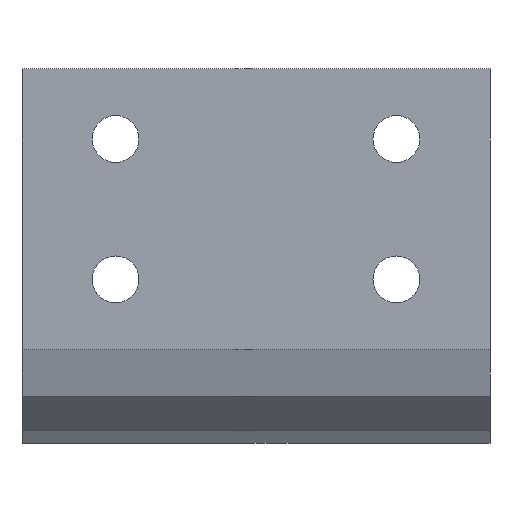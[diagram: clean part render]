
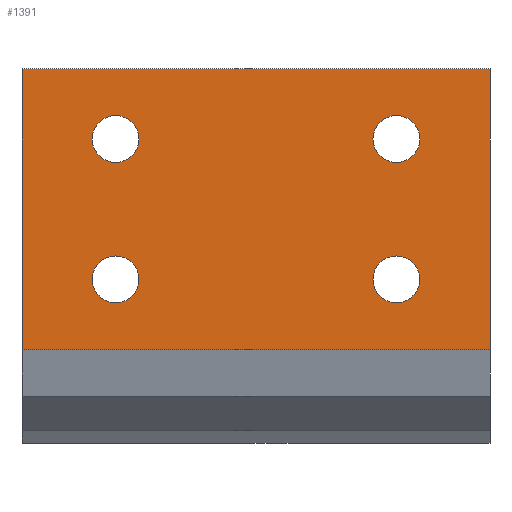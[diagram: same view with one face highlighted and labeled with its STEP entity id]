
A CAD part, front view. The second image highlights one B-rep face of the part: STEP entity #1391.
In plain terms, the highlighted planar face has unit normal (0, -1, 0).
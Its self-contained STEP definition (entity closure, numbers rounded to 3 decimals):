
#44 = PLANE('',#45);
#45 = AXIS2_PLACEMENT_3D('',#46,#47,#48);
#46 = CARTESIAN_POINT('',(1200.,41.585,21.585));
#47 = DIRECTION('',(-1.,0.,0.));
#48 = DIRECTION('',(0.,1.,-0.));
#100 = PLANE('',#101);
#101 = AXIS2_PLACEMENT_3D('',#102,#103,#104);
#102 = CARTESIAN_POINT('',(1300.,41.585,21.585));
#103 = DIRECTION('',(1.,0.,0.));
#104 = DIRECTION('',(0.,-1.,0.));
#479 = VERTEX_POINT('',#480);
#480 = CARTESIAN_POINT('',(1200.,0.,20.));
#494 = PLANE('',#495);
#495 = AXIS2_PLACEMENT_3D('',#496,#497,#498);
#496 = CARTESIAN_POINT('',(1250.,1.34,15.));
#497 = DIRECTION('',(0.,-0.966,-0.259));
#498 = DIRECTION('',(0.,0.259,-0.966));
#506 = EDGE_CURVE('',#479,#507,#509,.T.);
#507 = VERTEX_POINT('',#508);
#508 = CARTESIAN_POINT('',(1200.,0.,80.));
#509 = SURFACE_CURVE('',#510,(#514,#521),.PCURVE_S1.);
#510 = LINE('',#511,#512);
#511 = CARTESIAN_POINT('',(1200.,0.,20.));
#512 = VECTOR('',#513,1.);
#513 = DIRECTION('',(0.,0.,1.));
#514 = PCURVE('',#44,#515);
#515 = DEFINITIONAL_REPRESENTATION('',(#516),#520);
#516 = LINE('',#517,#518);
#517 = CARTESIAN_POINT('',(-41.585,1.585));
#518 = VECTOR('',#519,1.);
#519 = DIRECTION('',(-0.,-1.));
#520 = ( GEOMETRIC_REPRESENTATION_CONTEXT(2) 
PARAMETRIC_REPRESENTATION_CONTEXT() REPRESENTATION_CONTEXT('2D SPACE',''
  ) );
#521 = PCURVE('',#522,#527);
#522 = PLANE('',#523);
#523 = AXIS2_PLACEMENT_3D('',#524,#525,#526);
#524 = CARTESIAN_POINT('',(1250.,0.,50.));
#525 = DIRECTION('',(0.,-1.,0.));
#526 = DIRECTION('',(1.,0.,0.));
#527 = DEFINITIONAL_REPRESENTATION('',(#528),#532);
#528 = LINE('',#529,#530);
#529 = CARTESIAN_POINT('',(-50.,-30.));
#530 = VECTOR('',#531,1.);
#531 = DIRECTION('',(0.,1.));
#532 = ( GEOMETRIC_REPRESENTATION_CONTEXT(2) 
PARAMETRIC_REPRESENTATION_CONTEXT() REPRESENTATION_CONTEXT('2D SPACE',''
  ) );
#548 = PLANE('',#549);
#549 = AXIS2_PLACEMENT_3D('',#550,#551,#552);
#550 = CARTESIAN_POINT('',(1250.,5.,80.));
#551 = DIRECTION('',(0.,0.,1.));
#552 = DIRECTION('',(-1.,-0.,0.));
#661 = EDGE_CURVE('',#662,#664,#666,.T.);
#662 = VERTEX_POINT('',#663);
#663 = CARTESIAN_POINT('',(1300.,0.,20.));
#664 = VERTEX_POINT('',#665);
#665 = CARTESIAN_POINT('',(1300.,0.,80.));
#666 = SURFACE_CURVE('',#667,(#671,#678),.PCURVE_S1.);
#667 = LINE('',#668,#669);
#668 = CARTESIAN_POINT('',(1300.,0.,20.));
#669 = VECTOR('',#670,1.);
#670 = DIRECTION('',(0.,0.,1.));
#671 = PCURVE('',#100,#672);
#672 = DEFINITIONAL_REPRESENTATION('',(#673),#677);
#673 = LINE('',#674,#675);
#674 = CARTESIAN_POINT('',(41.585,1.585));
#675 = VECTOR('',#676,1.);
#676 = DIRECTION('',(0.,-1.));
#677 = ( GEOMETRIC_REPRESENTATION_CONTEXT(2) 
PARAMETRIC_REPRESENTATION_CONTEXT() REPRESENTATION_CONTEXT('2D SPACE',''
  ) );
#678 = PCURVE('',#522,#679);
#679 = DEFINITIONAL_REPRESENTATION('',(#680),#684);
#680 = LINE('',#681,#682);
#681 = CARTESIAN_POINT('',(50.,-30.));
#682 = VECTOR('',#683,1.);
#683 = DIRECTION('',(0.,1.));
#684 = ( GEOMETRIC_REPRESENTATION_CONTEXT(2) 
PARAMETRIC_REPRESENTATION_CONTEXT() REPRESENTATION_CONTEXT('2D SPACE',''
  ) );
#1131 = CYLINDRICAL_SURFACE('',#1132,5.);
#1132 = AXIS2_PLACEMENT_3D('',#1133,#1134,#1135);
#1133 = CARTESIAN_POINT('',(1220.,-0.1,65.));
#1134 = DIRECTION('',(0.,-1.,0.));
#1135 = DIRECTION('',(0.,0.,-1.));
#1165 = CYLINDRICAL_SURFACE('',#1166,5.);
#1166 = AXIS2_PLACEMENT_3D('',#1167,#1168,#1169);
#1167 = CARTESIAN_POINT('',(1220.,-0.1,35.));
#1168 = DIRECTION('',(0.,-1.,0.));
#1169 = DIRECTION('',(0.,0.,-1.));
#1199 = CYLINDRICAL_SURFACE('',#1200,5.);
#1200 = AXIS2_PLACEMENT_3D('',#1201,#1202,#1203);
#1201 = CARTESIAN_POINT('',(1280.,-0.1,35.));
#1202 = DIRECTION('',(0.,-1.,0.));
#1203 = DIRECTION('',(0.,0.,-1.));
#1233 = CYLINDRICAL_SURFACE('',#1234,5.);
#1234 = AXIS2_PLACEMENT_3D('',#1235,#1236,#1237);
#1235 = CARTESIAN_POINT('',(1280.,-0.1,65.));
#1236 = DIRECTION('',(0.,-1.,0.));
#1237 = DIRECTION('',(0.,0.,-1.));
#1370 = EDGE_CURVE('',#662,#479,#1371,.T.);
#1371 = SURFACE_CURVE('',#1372,(#1376,#1383),.PCURVE_S1.);
#1372 = LINE('',#1373,#1374);
#1373 = CARTESIAN_POINT('',(1300.,0.,20.));
#1374 = VECTOR('',#1375,1.);
#1375 = DIRECTION('',(-1.,0.,0.));
#1376 = PCURVE('',#494,#1377);
#1377 = DEFINITIONAL_REPRESENTATION('',(#1378),#1382);
#1378 = LINE('',#1379,#1380);
#1379 = CARTESIAN_POINT('',(-5.176,50.));
#1380 = VECTOR('',#1381,1.);
#1381 = DIRECTION('',(0.,-1.));
#1382 = ( GEOMETRIC_REPRESENTATION_CONTEXT(2) 
PARAMETRIC_REPRESENTATION_CONTEXT() REPRESENTATION_CONTEXT('2D SPACE',''
  ) );
#1383 = PCURVE('',#522,#1384);
#1384 = DEFINITIONAL_REPRESENTATION('',(#1385),#1389);
#1385 = LINE('',#1386,#1387);
#1386 = CARTESIAN_POINT('',(50.,-30.));
#1387 = VECTOR('',#1388,1.);
#1388 = DIRECTION('',(-1.,0.));
#1389 = ( GEOMETRIC_REPRESENTATION_CONTEXT(2) 
PARAMETRIC_REPRESENTATION_CONTEXT() REPRESENTATION_CONTEXT('2D SPACE',''
  ) );
#1391 = ADVANCED_FACE('',(#1392,#1418,#1443,#1468,#1493),#522,.T.);
#1392 = FACE_BOUND('',#1393,.T.);
#1393 = EDGE_LOOP('',(#1394,#1395,#1396,#1397));
#1394 = ORIENTED_EDGE('',*,*,#506,.F.);
#1395 = ORIENTED_EDGE('',*,*,#1370,.F.);
#1396 = ORIENTED_EDGE('',*,*,#661,.T.);
#1397 = ORIENTED_EDGE('',*,*,#1398,.T.);
#1398 = EDGE_CURVE('',#664,#507,#1399,.T.);
#1399 = SURFACE_CURVE('',#1400,(#1404,#1411),.PCURVE_S1.);
#1400 = LINE('',#1401,#1402);
#1401 = CARTESIAN_POINT('',(1300.,0.,80.));
#1402 = VECTOR('',#1403,1.);
#1403 = DIRECTION('',(-1.,0.,0.));
#1404 = PCURVE('',#522,#1405);
#1405 = DEFINITIONAL_REPRESENTATION('',(#1406),#1410);
#1406 = LINE('',#1407,#1408);
#1407 = CARTESIAN_POINT('',(50.,30.));
#1408 = VECTOR('',#1409,1.);
#1409 = DIRECTION('',(-1.,0.));
#1410 = ( GEOMETRIC_REPRESENTATION_CONTEXT(2) 
PARAMETRIC_REPRESENTATION_CONTEXT() REPRESENTATION_CONTEXT('2D SPACE',''
  ) );
#1411 = PCURVE('',#548,#1412);
#1412 = DEFINITIONAL_REPRESENTATION('',(#1413),#1417);
#1413 = LINE('',#1414,#1415);
#1414 = CARTESIAN_POINT('',(-50.,5.));
#1415 = VECTOR('',#1416,1.);
#1416 = DIRECTION('',(1.,0.));
#1417 = ( GEOMETRIC_REPRESENTATION_CONTEXT(2) 
PARAMETRIC_REPRESENTATION_CONTEXT() REPRESENTATION_CONTEXT('2D SPACE',''
  ) );
#1418 = FACE_BOUND('',#1419,.T.);
#1419 = EDGE_LOOP('',(#1420));
#1420 = ORIENTED_EDGE('',*,*,#1421,.F.);
#1421 = EDGE_CURVE('',#1422,#1422,#1424,.T.);
#1422 = VERTEX_POINT('',#1423);
#1423 = CARTESIAN_POINT('',(1220.,0.,60.));
#1424 = SURFACE_CURVE('',#1425,(#1430,#1437),.PCURVE_S1.);
#1425 = CIRCLE('',#1426,5.);
#1426 = AXIS2_PLACEMENT_3D('',#1427,#1428,#1429);
#1427 = CARTESIAN_POINT('',(1220.,0.,65.));
#1428 = DIRECTION('',(0.,-1.,0.));
#1429 = DIRECTION('',(0.,0.,-1.));
#1430 = PCURVE('',#522,#1431);
#1431 = DEFINITIONAL_REPRESENTATION('',(#1432),#1436);
#1432 = CIRCLE('',#1433,5.);
#1433 = AXIS2_PLACEMENT_2D('',#1434,#1435);
#1434 = CARTESIAN_POINT('',(-30.,15.));
#1435 = DIRECTION('',(0.,-1.));
#1436 = ( GEOMETRIC_REPRESENTATION_CONTEXT(2) 
PARAMETRIC_REPRESENTATION_CONTEXT() REPRESENTATION_CONTEXT('2D SPACE',''
  ) );
#1437 = PCURVE('',#1131,#1438);
#1438 = DEFINITIONAL_REPRESENTATION('',(#1439),#1442);
#1439 = B_SPLINE_CURVE_WITH_KNOTS('',1,(#1440,#1441),.UNSPECIFIED.,.F.,
  .F.,(2,2),(0.,6.283),.PIECEWISE_BEZIER_KNOTS.);
#1440 = CARTESIAN_POINT('',(-6.283,-0.1));
#1441 = CARTESIAN_POINT('',(0.,-0.1));
#1442 = ( GEOMETRIC_REPRESENTATION_CONTEXT(2) 
PARAMETRIC_REPRESENTATION_CONTEXT() REPRESENTATION_CONTEXT('2D SPACE',''
  ) );
#1443 = FACE_BOUND('',#1444,.T.);
#1444 = EDGE_LOOP('',(#1445));
#1445 = ORIENTED_EDGE('',*,*,#1446,.F.);
#1446 = EDGE_CURVE('',#1447,#1447,#1449,.T.);
#1447 = VERTEX_POINT('',#1448);
#1448 = CARTESIAN_POINT('',(1220.,0.,30.));
#1449 = SURFACE_CURVE('',#1450,(#1455,#1462),.PCURVE_S1.);
#1450 = CIRCLE('',#1451,5.);
#1451 = AXIS2_PLACEMENT_3D('',#1452,#1453,#1454);
#1452 = CARTESIAN_POINT('',(1220.,0.,35.));
#1453 = DIRECTION('',(0.,-1.,0.));
#1454 = DIRECTION('',(0.,0.,-1.));
#1455 = PCURVE('',#522,#1456);
#1456 = DEFINITIONAL_REPRESENTATION('',(#1457),#1461);
#1457 = CIRCLE('',#1458,5.);
#1458 = AXIS2_PLACEMENT_2D('',#1459,#1460);
#1459 = CARTESIAN_POINT('',(-30.,-15.));
#1460 = DIRECTION('',(0.,-1.));
#1461 = ( GEOMETRIC_REPRESENTATION_CONTEXT(2) 
PARAMETRIC_REPRESENTATION_CONTEXT() REPRESENTATION_CONTEXT('2D SPACE',''
  ) );
#1462 = PCURVE('',#1165,#1463);
#1463 = DEFINITIONAL_REPRESENTATION('',(#1464),#1467);
#1464 = B_SPLINE_CURVE_WITH_KNOTS('',1,(#1465,#1466),.UNSPECIFIED.,.F.,
  .F.,(2,2),(0.,6.283),.PIECEWISE_BEZIER_KNOTS.);
#1465 = CARTESIAN_POINT('',(-6.283,-0.1));
#1466 = CARTESIAN_POINT('',(0.,-0.1));
#1467 = ( GEOMETRIC_REPRESENTATION_CONTEXT(2) 
PARAMETRIC_REPRESENTATION_CONTEXT() REPRESENTATION_CONTEXT('2D SPACE',''
  ) );
#1468 = FACE_BOUND('',#1469,.T.);
#1469 = EDGE_LOOP('',(#1470));
#1470 = ORIENTED_EDGE('',*,*,#1471,.F.);
#1471 = EDGE_CURVE('',#1472,#1472,#1474,.T.);
#1472 = VERTEX_POINT('',#1473);
#1473 = CARTESIAN_POINT('',(1280.,0.,30.));
#1474 = SURFACE_CURVE('',#1475,(#1480,#1487),.PCURVE_S1.);
#1475 = CIRCLE('',#1476,5.);
#1476 = AXIS2_PLACEMENT_3D('',#1477,#1478,#1479);
#1477 = CARTESIAN_POINT('',(1280.,0.,35.));
#1478 = DIRECTION('',(0.,-1.,0.));
#1479 = DIRECTION('',(0.,0.,-1.));
#1480 = PCURVE('',#522,#1481);
#1481 = DEFINITIONAL_REPRESENTATION('',(#1482),#1486);
#1482 = CIRCLE('',#1483,5.);
#1483 = AXIS2_PLACEMENT_2D('',#1484,#1485);
#1484 = CARTESIAN_POINT('',(30.,-15.));
#1485 = DIRECTION('',(0.,-1.));
#1486 = ( GEOMETRIC_REPRESENTATION_CONTEXT(2) 
PARAMETRIC_REPRESENTATION_CONTEXT() REPRESENTATION_CONTEXT('2D SPACE',''
  ) );
#1487 = PCURVE('',#1199,#1488);
#1488 = DEFINITIONAL_REPRESENTATION('',(#1489),#1492);
#1489 = B_SPLINE_CURVE_WITH_KNOTS('',1,(#1490,#1491),.UNSPECIFIED.,.F.,
  .F.,(2,2),(0.,6.283),.PIECEWISE_BEZIER_KNOTS.);
#1490 = CARTESIAN_POINT('',(-6.283,-0.1));
#1491 = CARTESIAN_POINT('',(0.,-0.1));
#1492 = ( GEOMETRIC_REPRESENTATION_CONTEXT(2) 
PARAMETRIC_REPRESENTATION_CONTEXT() REPRESENTATION_CONTEXT('2D SPACE',''
  ) );
#1493 = FACE_BOUND('',#1494,.T.);
#1494 = EDGE_LOOP('',(#1495));
#1495 = ORIENTED_EDGE('',*,*,#1496,.F.);
#1496 = EDGE_CURVE('',#1497,#1497,#1499,.T.);
#1497 = VERTEX_POINT('',#1498);
#1498 = CARTESIAN_POINT('',(1280.,0.,60.));
#1499 = SURFACE_CURVE('',#1500,(#1505,#1512),.PCURVE_S1.);
#1500 = CIRCLE('',#1501,5.);
#1501 = AXIS2_PLACEMENT_3D('',#1502,#1503,#1504);
#1502 = CARTESIAN_POINT('',(1280.,0.,65.));
#1503 = DIRECTION('',(0.,-1.,0.));
#1504 = DIRECTION('',(0.,0.,-1.));
#1505 = PCURVE('',#522,#1506);
#1506 = DEFINITIONAL_REPRESENTATION('',(#1507),#1511);
#1507 = CIRCLE('',#1508,5.);
#1508 = AXIS2_PLACEMENT_2D('',#1509,#1510);
#1509 = CARTESIAN_POINT('',(30.,15.));
#1510 = DIRECTION('',(0.,-1.));
#1511 = ( GEOMETRIC_REPRESENTATION_CONTEXT(2) 
PARAMETRIC_REPRESENTATION_CONTEXT() REPRESENTATION_CONTEXT('2D SPACE',''
  ) );
#1512 = PCURVE('',#1233,#1513);
#1513 = DEFINITIONAL_REPRESENTATION('',(#1514),#1517);
#1514 = B_SPLINE_CURVE_WITH_KNOTS('',1,(#1515,#1516),.UNSPECIFIED.,.F.,
  .F.,(2,2),(0.,6.283),.PIECEWISE_BEZIER_KNOTS.);
#1515 = CARTESIAN_POINT('',(-6.283,-0.1));
#1516 = CARTESIAN_POINT('',(0.,-0.1));
#1517 = ( GEOMETRIC_REPRESENTATION_CONTEXT(2) 
PARAMETRIC_REPRESENTATION_CONTEXT() REPRESENTATION_CONTEXT('2D SPACE',''
  ) );
